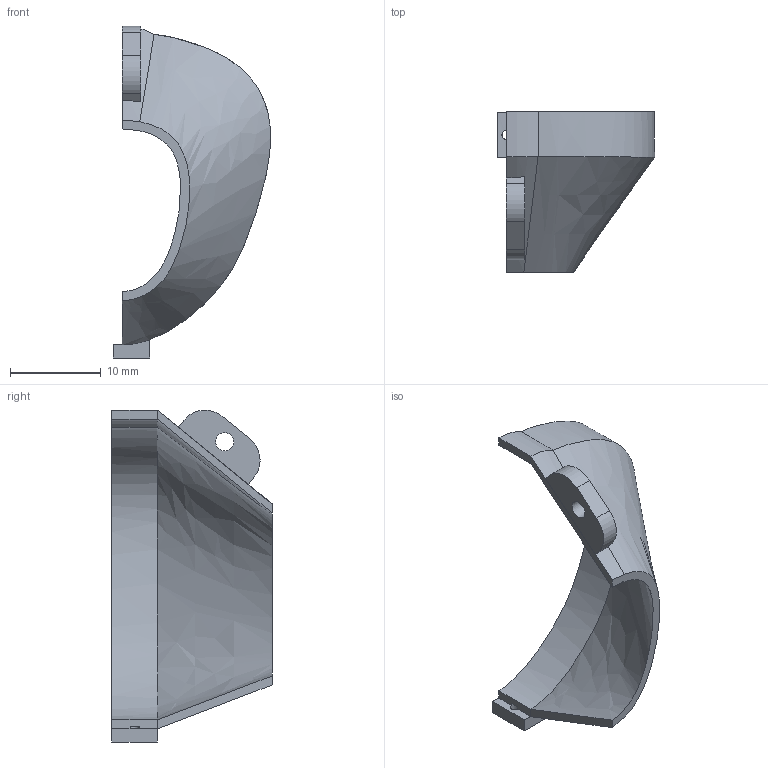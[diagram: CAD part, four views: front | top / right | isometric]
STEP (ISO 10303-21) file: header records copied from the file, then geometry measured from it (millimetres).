
FILE_DESCRIPTION(/* description */ (''),/* implementation_level */ '2;1');
FILE_NAME(/* name */ 'Parametric Cap Right.step',/* time_stamp */ '2024-01-11T13:27:37+01:00',/* author */ (''),/* organization */ (''),/* preprocessor_version */ 'ST-DEVELOPER v20',/* originating_system */ 'Autodesk Translation Framework v12.14.0.127',/* authorisation */ '');
FILE_SCHEMA (('AUTOMOTIVE_DESIGN { 1 0 10303 214 3 1 1 }'));
Length unit declared in the file: millimetre
Products named in the file (1): Parametric Cap
Bounding box: 17.37 x 17.7 x 36.68 mm (x, y, z)
Volume: 840.9 mm3; surface area: 1938.9 mm2
Topology: 1 solids, 1 shells, 29 faces, 73 edges, 46 vertices
Faces by surface type: plane 14, bspline 9, cylinder 6
Full cylindrical faces by diameter (mm): 1 x1, 2 x1
Entity records: 1593 total; most frequent: CARTESIAN_POINT 868, ORIENTED_EDGE 146, DIRECTION 111, EDGE_CURVE 73, VERTEX_POINT 46, LINE 43, VECTOR 43, AXIS2_PLACEMENT_3D 34
